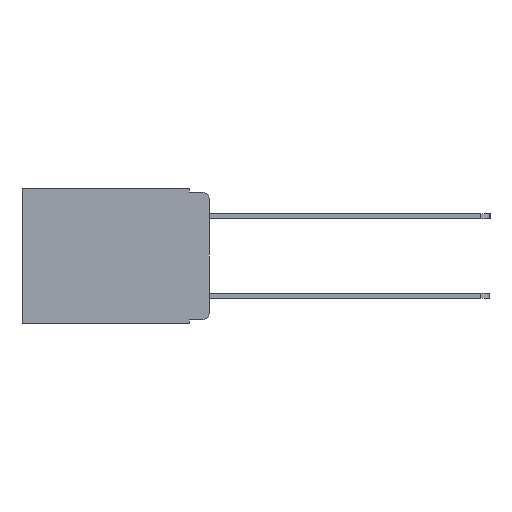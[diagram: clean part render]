
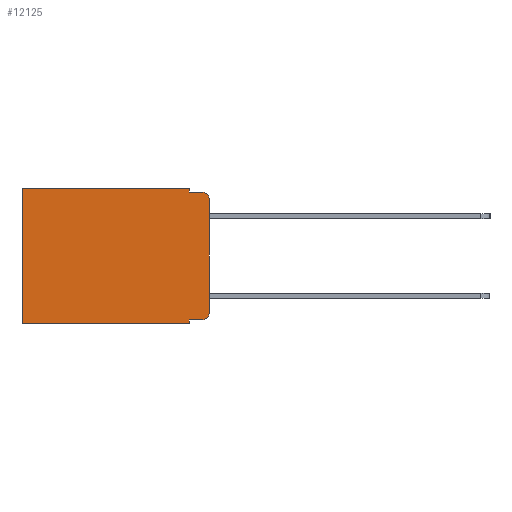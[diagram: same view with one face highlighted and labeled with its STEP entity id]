
A CAD part, left-side view. The second image highlights one B-rep face of the part: STEP entity #12125.
In plain terms, the highlighted planar face has unit normal (-1, 0, 0).
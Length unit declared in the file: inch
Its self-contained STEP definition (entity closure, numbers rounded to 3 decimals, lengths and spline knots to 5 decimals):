
#72 = DIRECTION ( 'NONE',  ( 1., 0., 0. ) ) ;
#366 = CARTESIAN_POINT ( 'NONE',  ( 0.298, 0.473, 0. ) ) ;
#1215 = PLANE ( 'NONE',  #5816 ) ;
#1396 = DIRECTION ( 'NONE',  ( 0., -1., 0. ) ) ;
#1582 = CARTESIAN_POINT ( 'NONE',  ( 0.298, 0., 0. ) ) ;
#1652 = LINE ( 'NONE', #9589, #13447 ) ;
#1847 = LINE ( 'NONE', #9029, #13953 ) ;
#1933 = EDGE_CURVE ( 'NONE', #14979, #9799, #14832, .T. ) ;
#1951 = LINE ( 'NONE', #14573, #8372 ) ;
#2119 = ORIENTED_EDGE ( 'NONE', *, *, #2769, .T. ) ;
#2195 = VERTEX_POINT ( 'NONE', #15157 ) ;
#2202 = CARTESIAN_POINT ( 'NONE',  ( 0.298, 0., -0.343 ) ) ;
#2532 = ORIENTED_EDGE ( 'NONE', *, *, #14368, .T. ) ;
#2769 = EDGE_CURVE ( 'NONE', #10860, #2195, #12747, .T. ) ;
#3627 = EDGE_CURVE ( 'NONE', #7009, #4313, #1847, .T. ) ;
#3974 = DIRECTION ( 'NONE',  ( 0., 0., -1. ) ) ;
#4091 = CARTESIAN_POINT ( 'NONE',  ( 0.298, 0.051, 0. ) ) ;
#4313 = VERTEX_POINT ( 'NONE', #10630 ) ;
#4450 = EDGE_CURVE ( 'NONE', #7009, #5173, #1951, .T. ) ;
#5023 = CARTESIAN_POINT ( 'NONE',  ( 0.298, 0., 0. ) ) ;
#5043 = ORIENTED_EDGE ( 'NONE', *, *, #13537, .F. ) ;
#5049 = CARTESIAN_POINT ( 'NONE',  ( 0.298, 0.473, 0. ) ) ;
#5173 = VERTEX_POINT ( 'NONE', #14072 ) ;
#5258 = EDGE_CURVE ( 'NONE', #5173, #11765, #7065, .T. ) ;
#5390 = DIRECTION ( 'NONE',  ( -1., 0., 0. ) ) ;
#5531 = CARTESIAN_POINT ( 'NONE',  ( 0.298, 0., -0.313 ) ) ;
#5743 = VECTOR ( 'NONE', #7212, 39.37008 ) ;
#5774 = ORIENTED_EDGE ( 'NONE', *, *, #1933, .F. ) ;
#5816 = AXIS2_PLACEMENT_3D ( 'NONE', #5023, #72, #8553 ) ;
#6609 = VECTOR ( 'NONE', #9516, 39.37008 ) ;
#6851 = ORIENTED_EDGE ( 'NONE', *, *, #13273, .T. ) ;
#7009 = VERTEX_POINT ( 'NONE', #13288 ) ;
#7025 = EDGE_CURVE ( 'NONE', #9898, #11765, #7756, .T. ) ;
#7065 = CIRCLE ( 'NONE', #9928, 0.02 ) ;
#7212 = DIRECTION ( 'NONE',  ( 0., 0., -1. ) ) ;
#7239 = ORIENTED_EDGE ( 'NONE', *, *, #7025, .F. ) ;
#7503 = AXIS2_PLACEMENT_3D ( 'NONE', #12332, #5390, #13446 ) ;
#7756 = LINE ( 'NONE', #1582, #13808 ) ;
#8372 = VECTOR ( 'NONE', #1396, 39.37008 ) ;
#8553 = DIRECTION ( 'NONE',  ( 0., 0., -1. ) ) ;
#8996 = LINE ( 'NONE', #9083, #11704 ) ;
#9029 = CARTESIAN_POINT ( 'NONE',  ( 0.298, 0.051, 0. ) ) ;
#9083 = CARTESIAN_POINT ( 'NONE',  ( 0.298, 0., 0. ) ) ;
#9516 = DIRECTION ( 'NONE',  ( 0., 0., -1. ) ) ;
#9533 = CARTESIAN_POINT ( 'NONE',  ( 0.298, 0.051, 0. ) ) ;
#9589 = CARTESIAN_POINT ( 'NONE',  ( 0.298, 0.051, -0.01 ) ) ;
#9697 = VERTEX_POINT ( 'NONE', #11833 ) ;
#9799 = VERTEX_POINT ( 'NONE', #10919 ) ;
#9898 = VERTEX_POINT ( 'NONE', #11114 ) ;
#9928 = AXIS2_PLACEMENT_3D ( 'NONE', #13374, #10651, #10176 ) ;
#9969 = DIRECTION ( 'NONE',  ( 0., 0., -1. ) ) ;
#10176 = DIRECTION ( 'NONE',  ( 0., 0., -1. ) ) ;
#10246 = DIRECTION ( 'NONE',  ( 0., 1., 0. ) ) ;
#10292 = VECTOR ( 'NONE', #13908, 39.37008 ) ;
#10495 = ORIENTED_EDGE ( 'NONE', *, *, #5258, .T. ) ;
#10630 = CARTESIAN_POINT ( 'NONE',  ( 0.298, 0.051, -0.343 ) ) ;
#10651 = DIRECTION ( 'NONE',  ( -1., 0., 0. ) ) ;
#10846 = CIRCLE ( 'NONE', #7503, 0.02 ) ;
#10860 = VERTEX_POINT ( 'NONE', #5049 ) ;
#10864 = ORIENTED_EDGE ( 'NONE', *, *, #3627, .F. ) ;
#10919 = CARTESIAN_POINT ( 'NONE',  ( 0.298, 0.051, -0.01 ) ) ;
#11114 = CARTESIAN_POINT ( 'NONE',  ( 0.298, 0., -0.03 ) ) ;
#11512 = EDGE_LOOP ( 'NONE', ( #7239, #6851, #12617, #5774, #2532, #2119, #5043, #10864, #13501, #10495 ) ) ;
#11704 = VECTOR ( 'NONE', #10246, 39.37008 ) ;
#11765 = VERTEX_POINT ( 'NONE', #5531 ) ;
#11833 = CARTESIAN_POINT ( 'NONE',  ( 0.298, 0.02, -0.01 ) ) ;
#12125 = ADVANCED_FACE ( 'NONE', ( #13334 ), #1215, .F. ) ;
#12332 = CARTESIAN_POINT ( 'NONE',  ( 0.298, 0.02, -0.03 ) ) ;
#12617 = ORIENTED_EDGE ( 'NONE', *, *, #14724, .F. ) ;
#12747 = LINE ( 'NONE', #366, #6609 ) ;
#13273 = EDGE_CURVE ( 'NONE', #9898, #9697, #10846, .T. ) ;
#13288 = CARTESIAN_POINT ( 'NONE',  ( 0.298, 0.051, -0.333 ) ) ;
#13307 = LINE ( 'NONE', #2202, #10292 ) ;
#13334 = FACE_OUTER_BOUND ( 'NONE', #11512, .T. ) ;
#13374 = CARTESIAN_POINT ( 'NONE',  ( 0.298, 0.02, -0.313 ) ) ;
#13446 = DIRECTION ( 'NONE',  ( 0., 0., -1. ) ) ;
#13447 = VECTOR ( 'NONE', #14082, 39.37008 ) ;
#13501 = ORIENTED_EDGE ( 'NONE', *, *, #4450, .T. ) ;
#13537 = EDGE_CURVE ( 'NONE', #4313, #2195, #13307, .T. ) ;
#13808 = VECTOR ( 'NONE', #9969, 39.37008 ) ;
#13908 = DIRECTION ( 'NONE',  ( 0., 1., 0. ) ) ;
#13953 = VECTOR ( 'NONE', #3974, 39.37008 ) ;
#14072 = CARTESIAN_POINT ( 'NONE',  ( 0.298, 0.02, -0.333 ) ) ;
#14082 = DIRECTION ( 'NONE',  ( 0., -1., 0. ) ) ;
#14368 = EDGE_CURVE ( 'NONE', #14979, #10860, #8996, .T. ) ;
#14573 = CARTESIAN_POINT ( 'NONE',  ( 0.298, 0.051, -0.333 ) ) ;
#14724 = EDGE_CURVE ( 'NONE', #9799, #9697, #1652, .T. ) ;
#14832 = LINE ( 'NONE', #9533, #5743 ) ;
#14979 = VERTEX_POINT ( 'NONE', #4091 ) ;
#15157 = CARTESIAN_POINT ( 'NONE',  ( 0.298, 0.473, -0.343 ) ) ;
